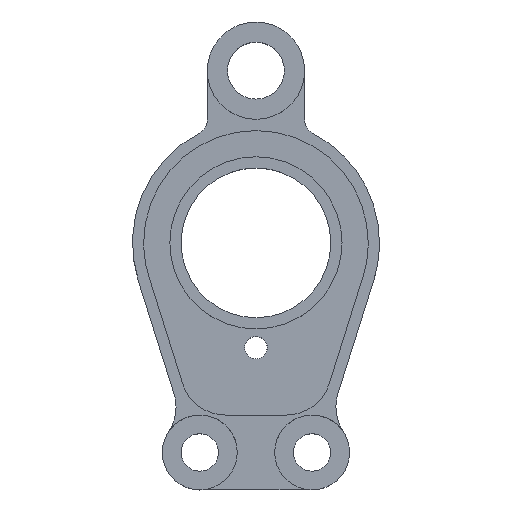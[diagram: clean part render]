
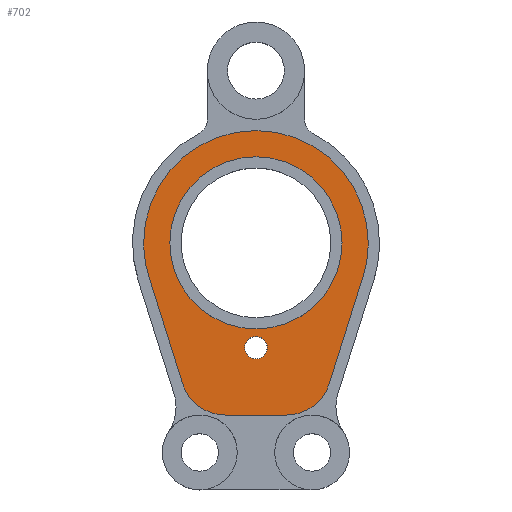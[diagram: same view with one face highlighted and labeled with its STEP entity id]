
A CAD part, top view. The second image highlights one B-rep face of the part: STEP entity #702.
In plain terms, the highlighted planar face has unit normal (0, 0, 1).
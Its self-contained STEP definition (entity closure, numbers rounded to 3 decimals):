
#12 = CARTESIAN_POINT ( 'NONE',  ( 71.529, 117.447, -5. ) ) ;
#14 = CIRCLE ( 'NONE', #798, 75. ) ;
#25 = FACE_BOUND ( 'NONE', #504, .T. ) ;
#28 = EDGE_CURVE ( 'NONE', #130, #1733, #1918, .T. ) ;
#31 = AXIS2_PLACEMENT_3D ( 'NONE', #1349, #1403, #593 ) ;
#33 = CARTESIAN_POINT ( 'NONE',  ( 0., 140., -5. ) ) ;
#54 = CARTESIAN_POINT ( 'NONE',  ( 0., 140., -5. ) ) ;
#76 = VERTEX_POINT ( 'NONE', #851 ) ;
#110 = VERTEX_POINT ( 'NONE', #842 ) ;
#130 = VERTEX_POINT ( 'NONE', #12 ) ;
#175 = DIRECTION ( 'NONE',  ( 1., 0., 0. ) ) ;
#223 = DIRECTION ( 'NONE',  ( 1., 0., 0. ) ) ;
#238 = CARTESIAN_POINT ( 'NONE',  ( 57.5, 140., -5. ) ) ;
#275 = DIRECTION ( 'NONE',  ( 0., 0., 1. ) ) ;
#289 = EDGE_CURVE ( 'NONE', #1733, #1867, #847, .T. ) ;
#314 = ORIENTED_EDGE ( 'NONE', *, *, #28, .T. ) ;
#318 = CARTESIAN_POINT ( 'NONE',  ( 75., 140., -5. ) ) ;
#326 = ORIENTED_EDGE ( 'NONE', *, *, #1870, .T. ) ;
#328 = EDGE_CURVE ( 'NONE', #449, #1388, #487, .T. ) ;
#359 = FACE_BOUND ( 'NONE', #1261, .T. ) ;
#361 = VECTOR ( 'NONE', #223, 1000. ) ;
#367 = CARTESIAN_POINT ( 'NONE',  ( 7.525, 70., -5. ) ) ;
#394 = CARTESIAN_POINT ( 'NONE',  ( 0., 70., -5. ) ) ;
#448 = DIRECTION ( 'NONE',  ( 0., 0., 1. ) ) ;
#449 = VERTEX_POINT ( 'NONE', #1873 ) ;
#464 = CARTESIAN_POINT ( 'NONE',  ( 0., 140., -5. ) ) ;
#487 = CIRCLE ( 'NONE', #31, 7.525 ) ;
#488 = CARTESIAN_POINT ( 'NONE',  ( -20.383, 25., -5. ) ) ;
#498 = DIRECTION ( 'NONE',  ( 0., 0., 1. ) ) ;
#504 = EDGE_LOOP ( 'NONE', ( #874, #903 ) ) ;
#524 = LINE ( 'NONE', #870, #795 ) ;
#593 = DIRECTION ( 'NONE',  ( 1., 0., 0. ) ) ;
#647 = ORIENTED_EDGE ( 'NONE', *, *, #1278, .T. ) ;
#654 = AXIS2_PLACEMENT_3D ( 'NONE', #33, #1944, #684 ) ;
#684 = DIRECTION ( 'NONE',  ( 1., 0., 0. ) ) ;
#702 = ADVANCED_FACE ( 'NONE', ( #25, #1796, #359 ), #1496, .T. ) ;
#736 = ORIENTED_EDGE ( 'NONE', *, *, #1142, .F. ) ;
#746 = CARTESIAN_POINT ( 'NONE',  ( 0., 140., -5. ) ) ;
#757 = CIRCLE ( 'NONE', #921, 57.5 ) ;
#762 = DIRECTION ( 'NONE',  ( 1., 0., 0. ) ) ;
#766 = CARTESIAN_POINT ( 'NONE',  ( 0., 140., -5. ) ) ;
#789 = VERTEX_POINT ( 'NONE', #1830 ) ;
#795 = VECTOR ( 'NONE', #1329, 1000. ) ;
#798 = AXIS2_PLACEMENT_3D ( 'NONE', #54, #1354, #1195 ) ;
#807 = CARTESIAN_POINT ( 'NONE',  ( -20.383, 55., -5. ) ) ;
#809 = ORIENTED_EDGE ( 'NONE', *, *, #1333, .T. ) ;
#842 = CARTESIAN_POINT ( 'NONE',  ( 20.383, 25., -5. ) ) ;
#847 = CIRCLE ( 'NONE', #2024, 75. ) ;
#851 = CARTESIAN_POINT ( 'NONE',  ( -71.529, 117.447, -5. ) ) ;
#856 = AXIS2_PLACEMENT_3D ( 'NONE', #807, #2084, #1436 ) ;
#870 = CARTESIAN_POINT ( 'NONE',  ( -71.529, 117.447, -5. ) ) ;
#874 = ORIENTED_EDGE ( 'NONE', *, *, #1812, .F. ) ;
#903 = ORIENTED_EDGE ( 'NONE', *, *, #328, .F. ) ;
#908 = CARTESIAN_POINT ( 'NONE',  ( 48.995, 45.979, -5. ) ) ;
#916 = ORIENTED_EDGE ( 'NONE', *, *, #1391, .T. ) ;
#920 = DIRECTION ( 'NONE',  ( 1., 0., 0. ) ) ;
#921 = AXIS2_PLACEMENT_3D ( 'NONE', #746, #275, #762 ) ;
#955 = LINE ( 'NONE', #1743, #1287 ) ;
#999 = CARTESIAN_POINT ( 'NONE',  ( 20.383, 55., -5. ) ) ;
#1017 = ORIENTED_EDGE ( 'NONE', *, *, #289, .T. ) ;
#1039 = DIRECTION ( 'NONE',  ( 1., 0., 0. ) ) ;
#1045 = EDGE_CURVE ( 'NONE', #76, #789, #524, .T. ) ;
#1063 = VERTEX_POINT ( 'NONE', #238 ) ;
#1090 = AXIS2_PLACEMENT_3D ( 'NONE', #999, #498, #1454 ) ;
#1111 = ORIENTED_EDGE ( 'NONE', *, *, #1353, .F. ) ;
#1114 = CARTESIAN_POINT ( 'NONE',  ( -57.5, 140., -5. ) ) ;
#1142 = EDGE_CURVE ( 'NONE', #1274, #1063, #757, .T. ) ;
#1195 = DIRECTION ( 'NONE',  ( 1., 0., 0. ) ) ;
#1198 = LINE ( 'NONE', #1835, #361 ) ;
#1205 = EDGE_LOOP ( 'NONE', ( #314, #1017, #1836, #1871, #647, #326, #916, #809 ) ) ;
#1252 = DIRECTION ( 'NONE',  ( 0., 0., 1. ) ) ;
#1261 = EDGE_LOOP ( 'NONE', ( #1111, #736 ) ) ;
#1274 = VERTEX_POINT ( 'NONE', #1114 ) ;
#1278 = EDGE_CURVE ( 'NONE', #789, #1903, #1554, .T. ) ;
#1287 = VECTOR ( 'NONE', #1466, 1000. ) ;
#1329 = DIRECTION ( 'NONE',  ( 0.301, -0.954, 0. ) ) ;
#1333 = EDGE_CURVE ( 'NONE', #1723, #130, #955, .T. ) ;
#1349 = CARTESIAN_POINT ( 'NONE',  ( 0., 70., -5. ) ) ;
#1353 = EDGE_CURVE ( 'NONE', #1063, #1274, #1790, .T. ) ;
#1354 = DIRECTION ( 'NONE',  ( 0., 0., 1. ) ) ;
#1388 = VERTEX_POINT ( 'NONE', #367 ) ;
#1391 = EDGE_CURVE ( 'NONE', #110, #1723, #2068, .T. ) ;
#1403 = DIRECTION ( 'NONE',  ( 0., 0., 1. ) ) ;
#1436 = DIRECTION ( 'NONE',  ( 1., 0., 0. ) ) ;
#1454 = DIRECTION ( 'NONE',  ( -1., 0., 0. ) ) ;
#1466 = DIRECTION ( 'NONE',  ( 0.301, 0.954, 0. ) ) ;
#1470 = EDGE_CURVE ( 'NONE', #1867, #76, #14, .T. ) ;
#1496 = PLANE ( 'NONE',  #654 ) ;
#1533 = DIRECTION ( 'NONE',  ( 1., 0., 0. ) ) ;
#1554 = CIRCLE ( 'NONE', #856, 30. ) ;
#1626 = CIRCLE ( 'NONE', #1996, 7.525 ) ;
#1723 = VERTEX_POINT ( 'NONE', #908 ) ;
#1733 = VERTEX_POINT ( 'NONE', #318 ) ;
#1743 = CARTESIAN_POINT ( 'NONE',  ( 71.529, 117.447, -5. ) ) ;
#1790 = CIRCLE ( 'NONE', #1991, 57.5 ) ;
#1796 = FACE_OUTER_BOUND ( 'NONE', #1205, .T. ) ;
#1797 = CARTESIAN_POINT ( 'NONE',  ( 0., 140., -5. ) ) ;
#1810 = AXIS2_PLACEMENT_3D ( 'NONE', #766, #448, #1533 ) ;
#1812 = EDGE_CURVE ( 'NONE', #1388, #449, #1626, .T. ) ;
#1830 = CARTESIAN_POINT ( 'NONE',  ( -48.995, 45.979, -5. ) ) ;
#1835 = CARTESIAN_POINT ( 'NONE',  ( -20.383, 25., -5. ) ) ;
#1836 = ORIENTED_EDGE ( 'NONE', *, *, #1470, .T. ) ;
#1867 = VERTEX_POINT ( 'NONE', #1877 ) ;
#1870 = EDGE_CURVE ( 'NONE', #1903, #110, #1198, .T. ) ;
#1871 = ORIENTED_EDGE ( 'NONE', *, *, #1045, .T. ) ;
#1873 = CARTESIAN_POINT ( 'NONE',  ( -7.525, 70., -5. ) ) ;
#1877 = CARTESIAN_POINT ( 'NONE',  ( -75., 140., -5. ) ) ;
#1903 = VERTEX_POINT ( 'NONE', #488 ) ;
#1918 = CIRCLE ( 'NONE', #1810, 75. ) ;
#1932 = DIRECTION ( 'NONE',  ( 0., 0., 1. ) ) ;
#1944 = DIRECTION ( 'NONE',  ( 0., 0., 1. ) ) ;
#1991 = AXIS2_PLACEMENT_3D ( 'NONE', #1797, #1932, #175 ) ;
#1996 = AXIS2_PLACEMENT_3D ( 'NONE', #394, #2004, #1039 ) ;
#2004 = DIRECTION ( 'NONE',  ( 0., 0., 1. ) ) ;
#2024 = AXIS2_PLACEMENT_3D ( 'NONE', #464, #1252, #920 ) ;
#2068 = CIRCLE ( 'NONE', #1090, 30. ) ;
#2084 = DIRECTION ( 'NONE',  ( 0., 0., 1. ) ) ;
